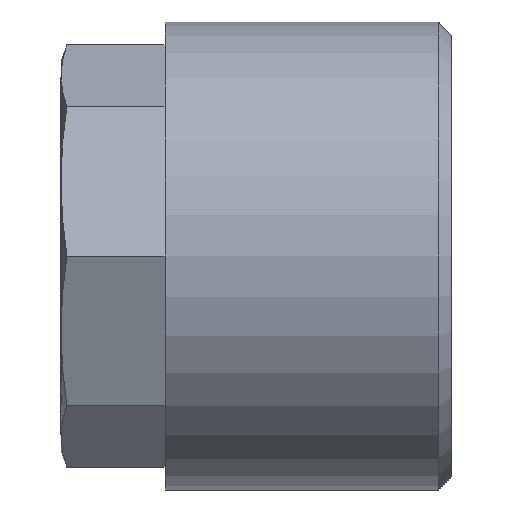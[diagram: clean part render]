
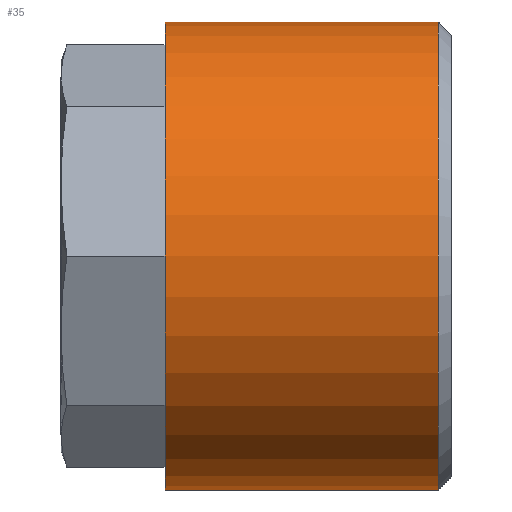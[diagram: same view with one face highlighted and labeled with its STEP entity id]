
A CAD part, left-side view. The second image highlights one B-rep face of the part: STEP entity #35.
In plain terms, the highlighted cylindrical face has radius 9 mm (diameter 18 mm), a partial arc.
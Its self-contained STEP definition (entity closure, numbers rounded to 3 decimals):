
#35 = ADVANCED_FACE ( 'NONE', ( #1043 ), #1005, .T. ) ;
#73 = EDGE_CURVE ( 'NONE', #763, #1180, #1073, .T. ) ;
#85 = EDGE_CURVE ( 'NONE', #1077, #1181, #1171, .T. ) ;
#95 = EDGE_CURVE ( 'NONE', #1181, #1180, #1094, .T. ) ;
#100 = EDGE_CURVE ( 'NONE', #1077, #763, #1016, .T. ) ;
#161 = AXIS2_PLACEMENT_3D ( 'NONE', #465, #464, #463 ) ;
#171 = AXIS2_PLACEMENT_3D ( 'NONE', #266, #410, #469 ) ;
#183 = AXIS2_PLACEMENT_3D ( 'NONE', #690, #669, #591 ) ;
#222 = CARTESIAN_POINT ( 'NONE',  ( 0., 0.5, -9. ) ) ;
#266 = CARTESIAN_POINT ( 'NONE',  ( 0., 0.5, 0. ) ) ;
#352 = CARTESIAN_POINT ( 'NONE',  ( 0., 11., 9. ) ) ;
#353 = CARTESIAN_POINT ( 'NONE',  ( 0., 0.5, 9. ) ) ;
#382 = CARTESIAN_POINT ( 'NONE',  ( 0., 11., -9. ) ) ;
#410 = DIRECTION ( 'NONE',  ( 0., 1., 0. ) ) ;
#432 = DIRECTION ( 'NONE',  ( 0., -1., 0. ) ) ;
#433 = CARTESIAN_POINT ( 'NONE',  ( 0., 11., -9. ) ) ;
#444 = DIRECTION ( 'NONE',  ( 0., -1., 0. ) ) ;
#445 = CARTESIAN_POINT ( 'NONE',  ( 0., 11., 9. ) ) ;
#463 = DIRECTION ( 'NONE',  ( 0., 0., -1. ) ) ;
#464 = DIRECTION ( 'NONE',  ( 0., 1., 0. ) ) ;
#465 = CARTESIAN_POINT ( 'NONE',  ( 0., 11., 0. ) ) ;
#469 = DIRECTION ( 'NONE',  ( 0., 0., 1. ) ) ;
#591 = DIRECTION ( 'NONE',  ( 0., 0., -1. ) ) ;
#669 = DIRECTION ( 'NONE',  ( 0., -1., 0. ) ) ;
#690 = CARTESIAN_POINT ( 'NONE',  ( 0., 11., 0. ) ) ;
#763 = VERTEX_POINT ( 'NONE', #222 ) ;
#791 = EDGE_LOOP ( 'NONE', ( #878, #877, #876, #874 ) ) ;
#874 = ORIENTED_EDGE ( 'NONE', *, *, #73, .T. ) ;
#876 = ORIENTED_EDGE ( 'NONE', *, *, #100, .T. ) ;
#877 = ORIENTED_EDGE ( 'NONE', *, *, #85, .F. ) ;
#878 = ORIENTED_EDGE ( 'NONE', *, *, #95, .F. ) ;
#1005 = CYLINDRICAL_SURFACE ( 'NONE', #183, 9. ) ;
#1016 = LINE ( 'NONE', #433, #1017 ) ;
#1017 = VECTOR ( 'NONE', #432, 1000. ) ;
#1043 = FACE_OUTER_BOUND ( 'NONE', #791, .T. ) ;
#1073 = CIRCLE ( 'NONE', #171, 9. ) ;
#1077 = VERTEX_POINT ( 'NONE', #382 ) ;
#1094 = LINE ( 'NONE', #445, #1098 ) ;
#1098 = VECTOR ( 'NONE', #444, 1000. ) ;
#1171 = CIRCLE ( 'NONE', #161, 9. ) ;
#1180 = VERTEX_POINT ( 'NONE', #353 ) ;
#1181 = VERTEX_POINT ( 'NONE', #352 ) ;
